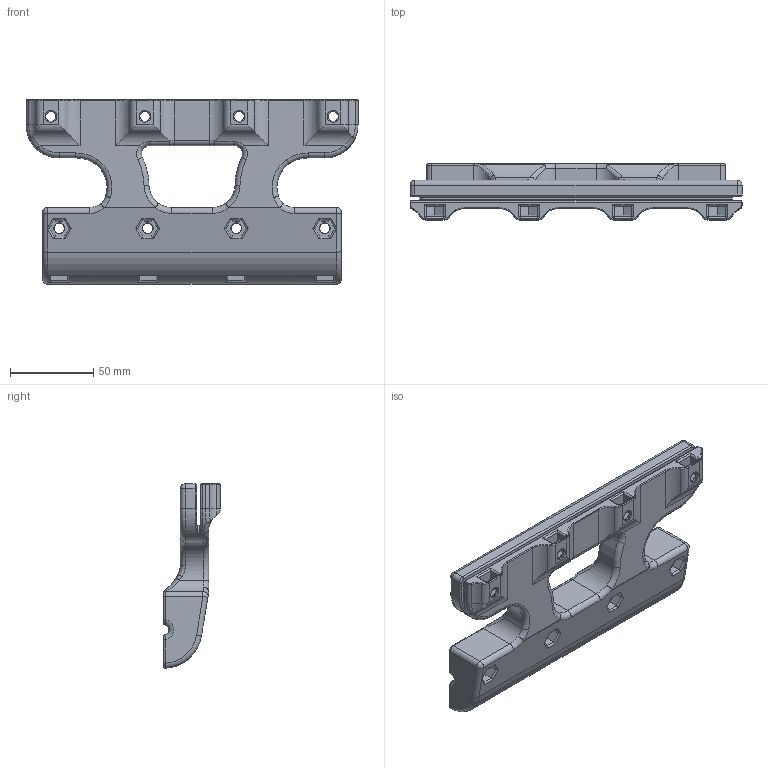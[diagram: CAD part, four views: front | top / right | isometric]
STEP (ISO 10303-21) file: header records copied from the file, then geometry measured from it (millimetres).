
FILE_DESCRIPTION((''),'2;1');
FILE_NAME('P1003_S','2022-12-02T19:38:13',('43664'),(''),'CREO PARAMETRIC BY PTC INC, 2020342','CREO PARAMETRIC BY PTC INC, 2020342','');
FILE_SCHEMA(('CONFIG_CONTROL_DESIGN'));
Length unit declared in the file: millimetre
Products named in the file (1): P1003_S
Bounding box: 200 x 34.2 x 111.08 mm (x, y, z)
Volume: 299030 mm3; surface area: 68080.6 mm2
Topology: 1 solids, 1 shells, 813 faces, 2033 edges, 1215 vertices
Faces by surface type: cylinder 295, plane 252, torus 152, bspline 90, cone 16, sphere 8
Entity records: 28580 total; most frequent: CARTESIAN_POINT 9606, ORIENTED_EDGE 4036, DIRECTION 3919, EDGE_CURVE 2018, AXIS2_PLACEMENT_3D 1491, VERTEX_POINT 1215, VECTOR 937, LINE 937
